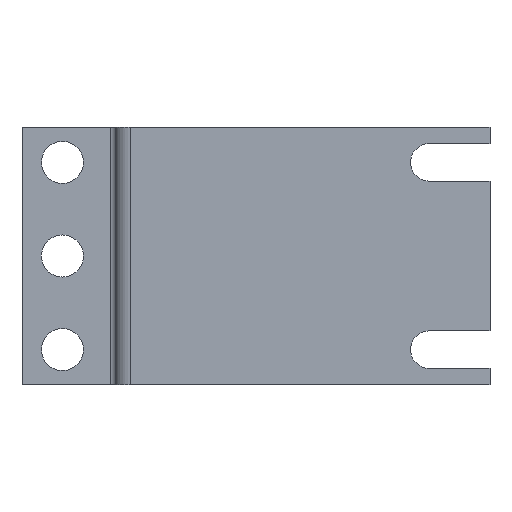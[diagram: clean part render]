
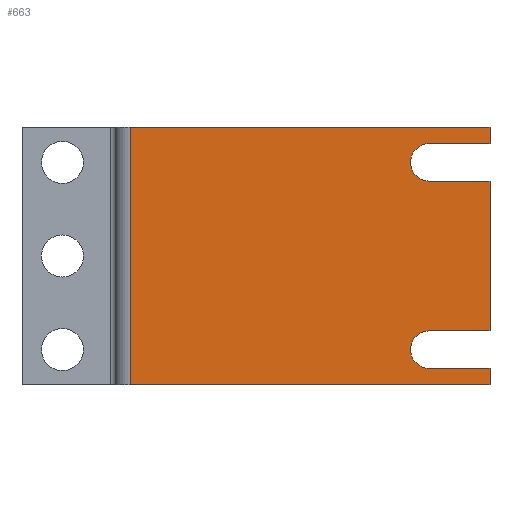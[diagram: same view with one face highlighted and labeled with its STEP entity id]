
A CAD part, front view. The second image highlights one B-rep face of the part: STEP entity #663.
In plain terms, the highlighted planar face has unit normal (0, -1, 0).
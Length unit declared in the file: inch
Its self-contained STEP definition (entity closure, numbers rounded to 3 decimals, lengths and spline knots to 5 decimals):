
#2 = LINE ( 'NONE', #241, #595 ) ;
#6 = DIRECTION ( 'NONE',  ( 0., 0., -1. ) ) ;
#9 = CARTESIAN_POINT ( 'NONE',  ( -0.83769, 0., 0.859 ) ) ;
#11 = LINE ( 'NONE', #765, #525 ) ;
#15 = LINE ( 'NONE', #446, #113 ) ;
#16 = DIRECTION ( 'NONE',  ( 0., 0., 1. ) ) ;
#20 = EDGE_CURVE ( 'NONE', #366, #33, #58, .T. ) ;
#33 = VERTEX_POINT ( 'NONE', #255 ) ;
#47 = ORIENTED_EDGE ( 'NONE', *, *, #143, .F. ) ;
#51 = VERTEX_POINT ( 'NONE', #628 ) ;
#58 = LINE ( 'NONE', #308, #266 ) ;
#61 = DIRECTION ( 'NONE',  ( 0., 0., -1. ) ) ;
#65 = DIRECTION ( 'NONE',  ( 0., 1., 0. ) ) ;
#73 = DIRECTION ( 'NONE',  ( 1., 0., 0. ) ) ;
#79 = AXIS2_PLACEMENT_3D ( 'NONE', #579, #65, #16 ) ;
#81 = EDGE_CURVE ( 'NONE', #731, #169, #390, .T. ) ;
#82 = EDGE_CURVE ( 'NONE', #184, #366, #2, .T. ) ;
#105 = EDGE_CURVE ( 'NONE', #611, #731, #15, .T. ) ;
#108 = CARTESIAN_POINT ( 'NONE',  ( -1.5625, 0., -0.5 ) ) ;
#113 = VECTOR ( 'NONE', #73, 39.37008 ) ;
#118 = ORIENTED_EDGE ( 'NONE', *, *, #556, .F. ) ;
#123 = CARTESIAN_POINT ( 'NONE',  ( 1.1565, 0., -0.625 ) ) ;
#141 = VECTOR ( 'NONE', #633, 39.37008 ) ;
#143 = EDGE_CURVE ( 'NONE', #33, #611, #238, .T. ) ;
#156 = CARTESIAN_POINT ( 'NONE',  ( -1.5625, 0., 0.859 ) ) ;
#161 = EDGE_CURVE ( 'NONE', #702, #609, #11, .T. ) ;
#163 = ORIENTED_EDGE ( 'NONE', *, *, #105, .F. ) ;
#164 = LINE ( 'NONE', #417, #650 ) ;
#169 = VERTEX_POINT ( 'NONE', #442 ) ;
#183 = EDGE_CURVE ( 'NONE', #795, #51, #281, .T. ) ;
#184 = VERTEX_POINT ( 'NONE', #312 ) ;
#197 = CARTESIAN_POINT ( 'NONE',  ( 1.5625, 0., 0.859 ) ) ;
#202 = DIRECTION ( 'NONE',  ( -1., 0., 0. ) ) ;
#203 = CARTESIAN_POINT ( 'NONE',  ( 1.1565, 0., -0.5 ) ) ;
#214 = AXIS2_PLACEMENT_3D ( 'NONE', #123, #377, #61 ) ;
#230 = EDGE_CURVE ( 'NONE', #527, #184, #657, .T. ) ;
#238 = CIRCLE ( 'NONE', #711, 0.125 ) ;
#239 = VECTOR ( 'NONE', #314, 39.37008 ) ;
#240 = DIRECTION ( 'NONE',  ( 0., 0., -1. ) ) ;
#241 = CARTESIAN_POINT ( 'NONE',  ( 1.5625, 0., 0.859 ) ) ;
#255 = CARTESIAN_POINT ( 'NONE',  ( 1.1565, 0., 0.75 ) ) ;
#266 = VECTOR ( 'NONE', #508, 39.37008 ) ;
#281 = CIRCLE ( 'NONE', #214, 0.125 ) ;
#288 = LINE ( 'NONE', #108, #323 ) ;
#308 = CARTESIAN_POINT ( 'NONE',  ( -1.5625, 0., 0.75 ) ) ;
#312 = CARTESIAN_POINT ( 'NONE',  ( 1.5625, 0., 0.859 ) ) ;
#313 = PLANE ( 'NONE',  #79 ) ;
#314 = DIRECTION ( 'NONE',  ( 0., 0., 1. ) ) ;
#315 = CARTESIAN_POINT ( 'NONE',  ( 1.1565, 0., 0.625 ) ) ;
#321 = CARTESIAN_POINT ( 'NONE',  ( 1.5625, 0., 0.5 ) ) ;
#323 = VECTOR ( 'NONE', #544, 39.37008 ) ;
#330 = CARTESIAN_POINT ( 'NONE',  ( 1.5625, 0., 0.859 ) ) ;
#349 = VERTEX_POINT ( 'NONE', #369 ) ;
#366 = VERTEX_POINT ( 'NONE', #684 ) ;
#369 = CARTESIAN_POINT ( 'NONE',  ( 1.5625, 0., -0.75 ) ) ;
#372 = LINE ( 'NONE', #197, #696 ) ;
#375 = EDGE_CURVE ( 'NONE', #169, #795, #288, .T. ) ;
#377 = DIRECTION ( 'NONE',  ( 0., -1., 0. ) ) ;
#390 = LINE ( 'NONE', #330, #141 ) ;
#405 = ORIENTED_EDGE ( 'NONE', *, *, #230, .F. ) ;
#412 = ORIENTED_EDGE ( 'NONE', *, *, #20, .F. ) ;
#417 = CARTESIAN_POINT ( 'NONE',  ( -1.5625, 0., -0.75 ) ) ;
#418 = ORIENTED_EDGE ( 'NONE', *, *, #161, .F. ) ;
#424 = ORIENTED_EDGE ( 'NONE', *, *, #183, .F. ) ;
#442 = CARTESIAN_POINT ( 'NONE',  ( 1.5625, 0., -0.5 ) ) ;
#446 = CARTESIAN_POINT ( 'NONE',  ( -1.5625, 0., 0.5 ) ) ;
#448 = CARTESIAN_POINT ( 'NONE',  ( 1.1565, 0., 0.5 ) ) ;
#450 = FACE_OUTER_BOUND ( 'NONE', #675, .T. ) ;
#475 = ORIENTED_EDGE ( 'NONE', *, *, #375, .F. ) ;
#495 = EDGE_CURVE ( 'NONE', #51, #349, #164, .T. ) ;
#508 = DIRECTION ( 'NONE',  ( -1., 0., 0. ) ) ;
#521 = EDGE_CURVE ( 'NONE', #349, #702, #372, .T. ) ;
#523 = DIRECTION ( 'NONE',  ( 1., 0., 0. ) ) ;
#525 = VECTOR ( 'NONE', #202, 39.37008 ) ;
#527 = VERTEX_POINT ( 'NONE', #9 ) ;
#544 = DIRECTION ( 'NONE',  ( -1., 0., 0. ) ) ;
#545 = ORIENTED_EDGE ( 'NONE', *, *, #521, .F. ) ;
#556 = EDGE_CURVE ( 'NONE', #609, #527, #617, .T. ) ;
#569 = DIRECTION ( 'NONE',  ( 0., -1., 0. ) ) ;
#579 = CARTESIAN_POINT ( 'NONE',  ( -1.5625, 0., 0.859 ) ) ;
#591 = ORIENTED_EDGE ( 'NONE', *, *, #82, .F. ) ;
#595 = VECTOR ( 'NONE', #750, 39.37008 ) ;
#609 = VERTEX_POINT ( 'NONE', #761 ) ;
#611 = VERTEX_POINT ( 'NONE', #448 ) ;
#617 = LINE ( 'NONE', #621, #239 ) ;
#621 = CARTESIAN_POINT ( 'NONE',  ( -0.83769, 0., 0.859 ) ) ;
#626 = DIRECTION ( 'NONE',  ( 1., 0., 0. ) ) ;
#628 = CARTESIAN_POINT ( 'NONE',  ( 1.1565, 0., -0.75 ) ) ;
#633 = DIRECTION ( 'NONE',  ( 0., 0., -1. ) ) ;
#650 = VECTOR ( 'NONE', #626, 39.37008 ) ;
#657 = LINE ( 'NONE', #156, #811 ) ;
#663 = ADVANCED_FACE ( 'NONE', ( #450 ), #313, .F. ) ;
#675 = EDGE_LOOP ( 'NONE', ( #163, #47, #412, #591, #405, #118, #418, #545, #789, #424, #475, #746 ) ) ;
#684 = CARTESIAN_POINT ( 'NONE',  ( 1.5625, 0., 0.75 ) ) ;
#696 = VECTOR ( 'NONE', #240, 39.37008 ) ;
#698 = CARTESIAN_POINT ( 'NONE',  ( 1.5625, 0., -0.859 ) ) ;
#702 = VERTEX_POINT ( 'NONE', #698 ) ;
#711 = AXIS2_PLACEMENT_3D ( 'NONE', #315, #569, #6 ) ;
#731 = VERTEX_POINT ( 'NONE', #321 ) ;
#746 = ORIENTED_EDGE ( 'NONE', *, *, #81, .F. ) ;
#750 = DIRECTION ( 'NONE',  ( 0., 0., -1. ) ) ;
#761 = CARTESIAN_POINT ( 'NONE',  ( -0.83769, 0., -0.859 ) ) ;
#765 = CARTESIAN_POINT ( 'NONE',  ( -1.5625, 0., -0.859 ) ) ;
#789 = ORIENTED_EDGE ( 'NONE', *, *, #495, .F. ) ;
#795 = VERTEX_POINT ( 'NONE', #203 ) ;
#811 = VECTOR ( 'NONE', #523, 39.37008 ) ;
